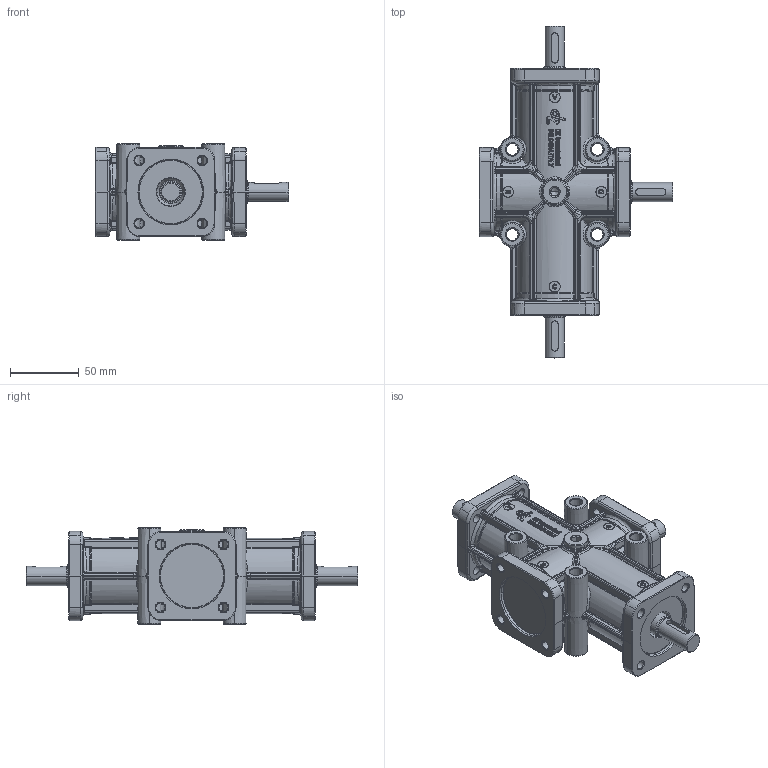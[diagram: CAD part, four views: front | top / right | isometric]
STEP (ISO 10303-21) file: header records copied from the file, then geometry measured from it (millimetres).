
FILE_DESCRIPTION(('STEP AP214'),'1');
FILE_NAME('zp_220fs4pacd.stp','2017-07-10T09:19:29',('TraceParts'),('TraceParts S.A.'),'Spatial InterOp 3D',' ',' ');
FILE_SCHEMA(('automotive_design'));
Length unit declared in the file: millimetre
Products named in the file (1): zp_220fs4pacd
Bounding box: 141 x 242 x 70 mm (x, y, z)
Volume: 696639.4 mm3; surface area: 95168.4 mm2
Topology: 1 solids, 1 shells, 3567 faces, 9038 edges, 5417 vertices
Faces by surface type: bspline 1459, cylinder 1336, plane 435, torus 159, cone 142, sphere 36
Entity records: 223370 total; most frequent: CARTESIAN_POINT 116924, ORIENTED_EDGE 17852, DIRECTION 14260, EDGE_CURVE 8926, AXIS2_PLACEMENT_3D 5874, VERTEX_POINT 5425, EDGE_LOOP 3671, STYLED_ITEM 3568
